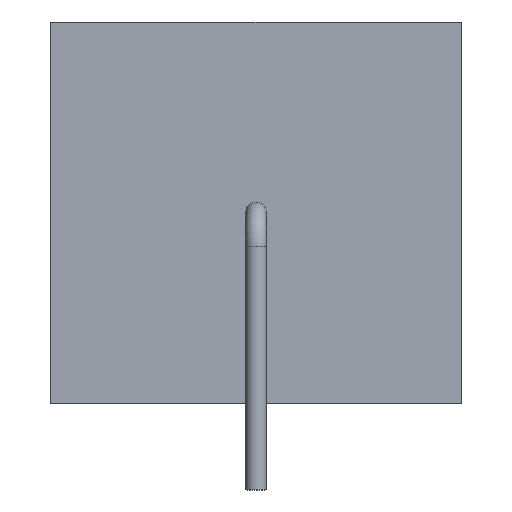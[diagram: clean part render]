
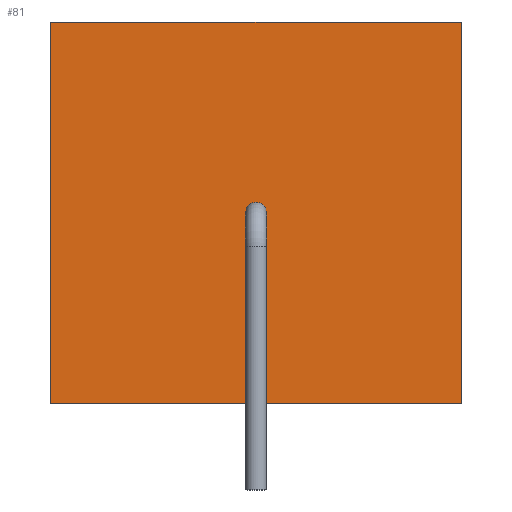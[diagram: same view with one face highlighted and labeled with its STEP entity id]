
A CAD part, left-side view. The second image highlights one B-rep face of the part: STEP entity #81.
In plain terms, the highlighted planar face has unit normal (-1, 0, 0).
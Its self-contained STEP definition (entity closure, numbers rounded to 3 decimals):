
#81=ADVANCED_FACE('',(#107),#97,.T.);
#97=PLANE('',#240);
#107=FACE_OUTER_BOUND('',#117,.T.);
#117=EDGE_LOOP('',(#148,#149,#150,#151));
#148=ORIENTED_EDGE('',*,*,#202,.F.);
#149=ORIENTED_EDGE('',*,*,#201,.F.);
#150=ORIENTED_EDGE('',*,*,#203,.T.);
#151=ORIENTED_EDGE('',*,*,#193,.T.);
#176=VERTEX_POINT('',#325);
#178=VERTEX_POINT('',#328);
#182=VERTEX_POINT('',#340);
#183=VERTEX_POINT('',#342);
#193=EDGE_CURVE('',#178,#176,#213,.T.);
#201=EDGE_CURVE('',#183,#182,#221,.T.);
#202=EDGE_CURVE('',#182,#176,#222,.T.);
#203=EDGE_CURVE('',#183,#178,#223,.T.);
#213=LINE('',#327,#225);
#221=LINE('',#343,#233);
#222=LINE('',#345,#234);
#223=LINE('',#346,#235);
#225=VECTOR('',#264,1.);
#233=VECTOR('',#276,1.);
#234=VECTOR('',#279,1.);
#235=VECTOR('',#280,1.);
#240=AXIS2_PLACEMENT_3D('',#347,#281,#282);
#264=DIRECTION('',(0.,0.,-1.));
#276=DIRECTION('',(0.,0.,-1.));
#279=DIRECTION('',(0.,1.,0.));
#280=DIRECTION('',(0.,1.,0.));
#281=DIRECTION('',(-1.,0.,0.));
#282=DIRECTION('',(0.,-1.,0.));
#325=CARTESIAN_POINT('',(0.,14.5,0.));
#327=CARTESIAN_POINT('',(0.,14.5,13.5));
#328=CARTESIAN_POINT('',(0.,14.5,13.5));
#340=CARTESIAN_POINT('',(0.,0.,0.));
#342=CARTESIAN_POINT('',(0.,0.,13.5));
#343=CARTESIAN_POINT('',(0.,0.,13.5));
#345=CARTESIAN_POINT('',(0.,0.,0.));
#346=CARTESIAN_POINT('',(0.,0.,13.5));
#347=CARTESIAN_POINT('',(0.,0.,13.5));
